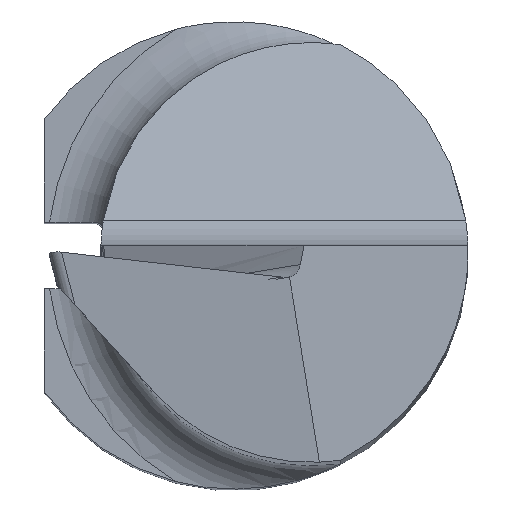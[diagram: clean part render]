
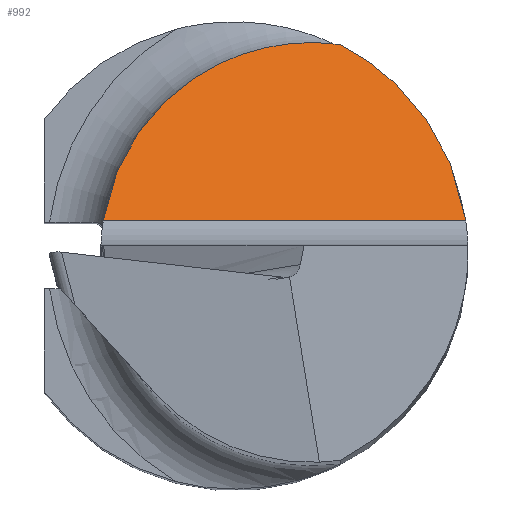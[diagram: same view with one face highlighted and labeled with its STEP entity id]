
A CAD part, top view. The second image highlights one B-rep face of the part: STEP entity #992.
In plain terms, the highlighted planar face has unit normal (0, 0.766, 0.643).
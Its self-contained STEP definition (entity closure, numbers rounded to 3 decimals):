
#45 = CARTESIAN_POINT ( 'NONE',  ( 1.587, 3.12, 36.399 ) ) ;
#53 = CARTESIAN_POINT ( 'NONE',  ( 3.468, 0.474, 39.552 ) ) ;
#71 = EDGE_LOOP ( 'NONE', ( #87, #839, #132 ) ) ;
#87 = ORIENTED_EDGE ( 'NONE', *, *, #813, .F. ) ;
#97 = VERTEX_POINT ( 'NONE', #659 ) ;
#132 = ORIENTED_EDGE ( 'NONE', *, *, #338, .F. ) ;
#135 = CARTESIAN_POINT ( 'NONE',  ( 2.631, 2.589, 37.032 ) ) ;
#167 = CARTESIAN_POINT ( 'NONE',  ( 3.5, 0.474, 39.552 ) ) ;
#195 = LINE ( 'NONE', #480, #1151 ) ;
#197 = DIRECTION ( 'NONE',  ( 0., -0.766, -0.643 ) ) ;
#251 = PLANE ( 'NONE',  #864 ) ;
#284 = DIRECTION ( 'NONE',  ( -1., 0., 0. ) ) ;
#338 = EDGE_CURVE ( 'NONE', #97, #966, #833, .T. ) ;
#450 = FACE_OUTER_BOUND ( 'NONE', #71, .T. ) ;
#456 = CARTESIAN_POINT ( 'NONE',  ( 3.468, 0.474, 39.552 ) ) ;
#480 = CARTESIAN_POINT ( 'NONE',  ( 3.5, 0.474, 39.552 ) ) ;
#554 = CARTESIAN_POINT ( 'NONE',  ( 1.587, 3.12, 36.399 ) ) ;
#659 = CARTESIAN_POINT ( 'NONE',  ( -1.964, 0.474, 39.552 ) ) ;
#691 = CARTESIAN_POINT ( 'NONE',  ( 3.309, 1.634, 38.169 ) ) ;
#747 = CARTESIAN_POINT ( 'NONE',  ( -1.964, 0.474, 39.552 ) ) ;
#751 = VERTEX_POINT ( 'NONE', #456 ) ;
#774 = DIRECTION ( 'NONE',  ( 0., 0.643, -0.766 ) ) ;
#813 = EDGE_CURVE ( 'NONE', #751, #97, #195, .T. ) ;
#833 =( BOUNDED_CURVE ( )  B_SPLINE_CURVE ( 3, ( #747, #1106, #856, #554 ),
 .UNSPECIFIED., .F., .F. ) 
 B_SPLINE_CURVE_WITH_KNOTS ( ( 4, 4 ),
 ( 4.864, 6.422 ),
 .UNSPECIFIED. ) 
 CURVE ( )  GEOMETRIC_REPRESENTATION_ITEM ( )  RATIONAL_B_SPLINE_CURVE ( ( 1., 0.808, 0.808, 1. ) ) 
 REPRESENTATION_ITEM ( '' )  );
#839 = ORIENTED_EDGE ( 'NONE', *, *, #1148, .T. ) ;
#856 = CARTESIAN_POINT ( 'NONE',  ( -0.223, 3.373, 36.097 ) ) ;
#864 = AXIS2_PLACEMENT_3D ( 'NONE', #167, #197, #774 ) ;
#939 = CARTESIAN_POINT ( 'NONE',  ( 1.587, 3.12, 36.399 ) ) ;
#966 = VERTEX_POINT ( 'NONE', #939 ) ;
#974 =( BOUNDED_CURVE ( )  B_SPLINE_CURVE ( 3, ( #53, #691, #135, #45 ),
 .UNSPECIFIED., .F., .F. ) 
 B_SPLINE_CURVE_WITH_KNOTS ( ( 4, 4 ),
 ( 4.848, 5.813 ),
 .UNSPECIFIED. ) 
 CURVE ( )  GEOMETRIC_REPRESENTATION_ITEM ( )  RATIONAL_B_SPLINE_CURVE ( ( 1., 0.924, 0.924, 1. ) ) 
 REPRESENTATION_ITEM ( '' )  );
#992 = ADVANCED_FACE ( 'NONE', ( #450 ), #251, .F. ) ;
#1106 = CARTESIAN_POINT ( 'NONE',  ( -1.689, 2.281, 37.398 ) ) ;
#1148 = EDGE_CURVE ( 'NONE', #751, #966, #974, .T. ) ;
#1151 = VECTOR ( 'NONE', #284, 1000. ) ;
